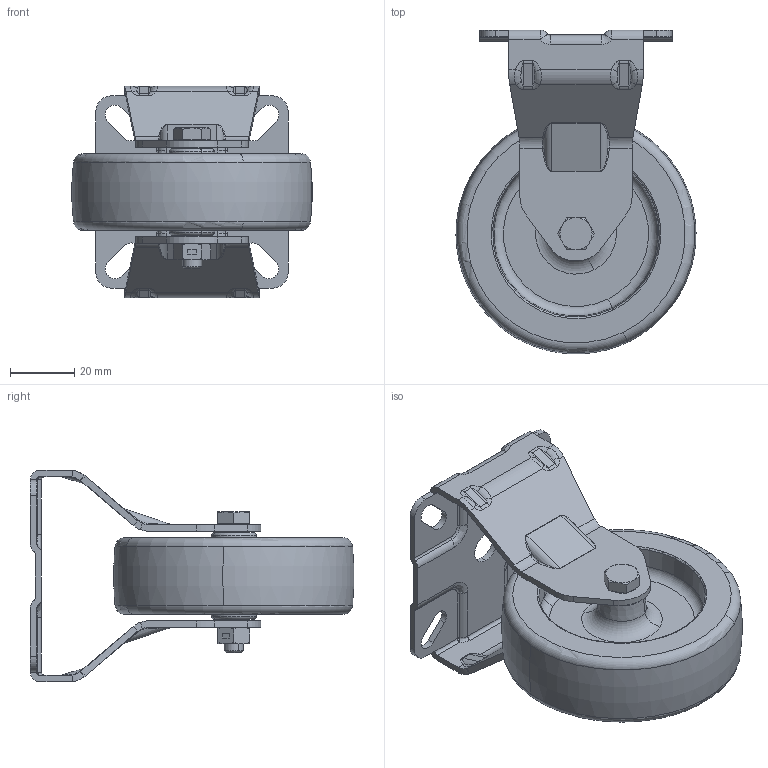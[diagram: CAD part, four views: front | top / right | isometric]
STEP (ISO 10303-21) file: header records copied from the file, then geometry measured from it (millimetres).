
FILE_DESCRIPTION (( 'STEP AP214' ), '1' );
FILE_NAME ('0010535INF.step', '2025-09-08T11:24:46', ( '' ), ( '' ), 'SwSTEP 2.0', 'SolidWorks 2020', '' );
FILE_SCHEMA (( 'AUTOMOTIVE_DESIGN' ));
Length unit declared in the file: millimetre
Products named in the file (1): 0010535INF
Bounding box: 74.9 x 100.92 x 66 mm (x, y, z)
Volume: 87351.7 mm3; surface area: 38847.9 mm2
Topology: 5 solids, 5 shells, 455 faces, 1092 edges, 655 vertices
Faces by surface type: cylinder 160, bspline 114, plane 110, cone 37, torus 34
Entity records: 27070 total; most frequent: CARTESIAN_POINT 12350, ORIENTED_EDGE 2184, DIRECTION 1784, EDGE_CURVE 1092, AXIS2_PLACEMENT_3D 687, VERTEX_POINT 655, EDGE_LOOP 483, UNCERTAINTY_MEASURE_WITH_UNIT 462
